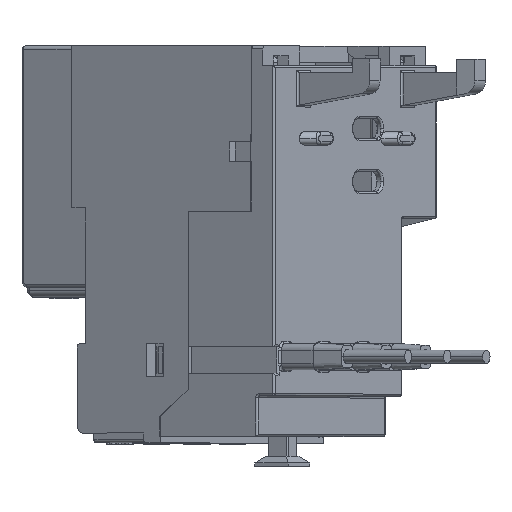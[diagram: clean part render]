
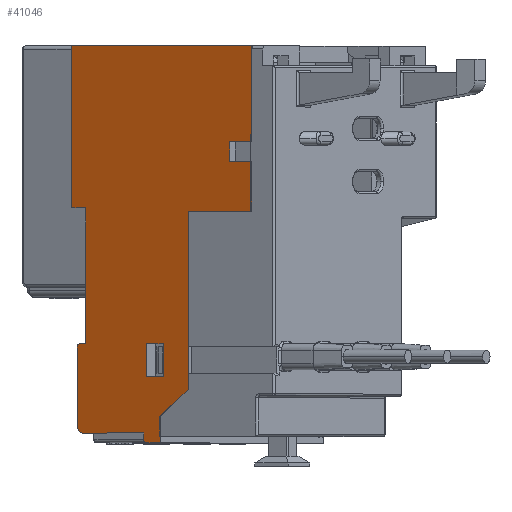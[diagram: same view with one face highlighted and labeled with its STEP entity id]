
A CAD part, top view. The second image highlights one B-rep face of the part: STEP entity #41046.
In plain terms, the highlighted face is planar.
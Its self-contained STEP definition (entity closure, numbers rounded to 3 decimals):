
#30669=DIRECTION('',(0.,-1.,0.));
#30670=VECTOR('',#30669,1.5);
#30671=CARTESIAN_POINT('',(-8.,35.,0.));
#30672=LINE('',#30671,#30670);
#30933=DIRECTION('',(0.,-1.,0.));
#30934=VECTOR('',#30933,3.);
#30935=CARTESIAN_POINT('',(7.5,-7.5,0.));
#30936=LINE('',#30935,#30934);
#30937=DIRECTION('',(-1.,0.,0.));
#30938=VECTOR('',#30937,4.);
#30939=CARTESIAN_POINT('',(11.5,-7.5,0.));
#30940=LINE('',#30939,#30938);
#30941=DIRECTION('',(0.,-1.,0.));
#30942=VECTOR('',#30941,27.);
#30943=CARTESIAN_POINT('',(0.,27.,0.));
#30944=LINE('',#30943,#30942);
#30945=DIRECTION('',(0.781,-0.625,0.));
#30946=VECTOR('',#30945,6.403);
#30947=CARTESIAN_POINT('',(-5.,31.,0.));
#30948=LINE('',#30947,#30946);
#30949=DIRECTION('',(0.,-1.,0.));
#30950=VECTOR('',#30949,4.);
#30951=CARTESIAN_POINT('',(-5.,35.,0.));
#30952=LINE('',#30951,#30950);
#30953=DIRECTION('',(1.,0.,0.));
#30954=VECTOR('',#30953,3.);
#30955=CARTESIAN_POINT('',(-8.,35.,0.));
#30956=LINE('',#30955,#30954);
#30957=DIRECTION('',(1.,0.,0.));
#30958=VECTOR('',#30957,11.);
#30959=CARTESIAN_POINT('',(-19.,33.5,0.));
#30960=LINE('',#30959,#30958);
#30961=CARTESIAN_POINT('',(-19.,32.5,0.));
#30962=DIRECTION('',(0.,0.,-1.));
#30963=DIRECTION('',(-1.,0.,0.));
#30964=AXIS2_PLACEMENT_3D('',#30961,#30962,#30963);
#30966=DIRECTION('',(0.,1.,0.));
#30967=VECTOR('',#30966,12.);
#30968=CARTESIAN_POINT('',(-20.,20.5,0.));
#30969=LINE('',#30968,#30967);
#30970=CARTESIAN_POINT('',(-19.5,20.5,0.));
#30971=DIRECTION('',(0.,0.,-1.));
#30972=DIRECTION('',(0.,-1.,0.));
#30973=AXIS2_PLACEMENT_3D('',#30970,#30971,#30972);
#30975=DIRECTION('',(-1.,0.,0.));
#30976=VECTOR('',#30975,1.);
#30977=CARTESIAN_POINT('',(-18.5,20.,0.));
#30978=LINE('',#30977,#30976);
#30979=DIRECTION('',(0.,1.,0.));
#30980=VECTOR('',#30979,20.513);
#30981=CARTESIAN_POINT('',(-18.5,-0.513,0.));
#30982=LINE('',#30981,#30980);
#30983=DIRECTION('',(1.,0.,0.));
#30984=VECTOR('',#30983,2.5);
#30985=CARTESIAN_POINT('',(-21.,-0.513,0.));
#30986=LINE('',#30985,#30984);
#30987=DIRECTION('',(0.,1.,0.));
#30988=VECTOR('',#30987,24.487);
#30989=CARTESIAN_POINT('',(-21.,-25.,0.));
#30990=LINE('',#30989,#30988);
#30991=DIRECTION('',(-1.,0.,0.));
#30992=VECTOR('',#30991,32.5);
#30993=CARTESIAN_POINT('',(11.5,-25.,0.));
#30994=LINE('',#30993,#30992);
#30995=DIRECTION('',(0.,-1.,0.));
#30996=VECTOR('',#30995,14.5);
#30997=CARTESIAN_POINT('',(11.5,-10.5,0.));
#30998=LINE('',#30997,#30996);
#30999=DIRECTION('',(1.,0.,0.));
#31000=VECTOR('',#30999,4.);
#31001=CARTESIAN_POINT('',(7.5,-10.5,0.));
#31002=LINE('',#31001,#31000);
#31003=DIRECTION('',(0.,-1.,0.));
#31004=VECTOR('',#31003,5.);
#31005=CARTESIAN_POINT('',(-7.5,25.,0.));
#31006=LINE('',#31005,#31004);
#31007=DIRECTION('',(-1.,0.,0.));
#31008=VECTOR('',#31007,3.);
#31009=CARTESIAN_POINT('',(-4.5,25.,0.));
#31010=LINE('',#31009,#31008);
#31011=DIRECTION('',(0.,1.,0.));
#31012=VECTOR('',#31011,5.);
#31013=CARTESIAN_POINT('',(-4.5,20.,0.));
#31014=LINE('',#31013,#31012);
#31015=DIRECTION('',(1.,0.,0.));
#31016=VECTOR('',#31015,3.);
#31017=CARTESIAN_POINT('',(-7.5,20.,0.));
#31018=LINE('',#31017,#31016);
#32711=DIRECTION('',(-1.,0.,0.));
#32712=VECTOR('',#32711,11.5);
#32713=CARTESIAN_POINT('',(11.5,0.,0.));
#32714=LINE('',#32713,#32712);
#32719=DIRECTION('',(0.,1.,0.));
#32720=VECTOR('',#32719,7.5);
#32721=CARTESIAN_POINT('',(11.5,-7.5,0.));
#32722=LINE('',#32721,#32720);
#36111=CARTESIAN_POINT('',(-19.,33.5,0.));
#36112=CARTESIAN_POINT('',(-8.,33.5,0.));
#36113=VERTEX_POINT('',#36111);
#36114=VERTEX_POINT('',#36112);
#36177=CARTESIAN_POINT('',(-5.,31.,0.));
#36179=VERTEX_POINT('',#36177);
#36189=CARTESIAN_POINT('',(0.,0.,0.));
#36191=VERTEX_POINT('',#36189);
#36291=CARTESIAN_POINT('',(-5.,35.,0.));
#36292=VERTEX_POINT('',#36291);
#36427=CARTESIAN_POINT('',(-8.,35.,0.));
#36428=VERTEX_POINT('',#36427);
#36467=CARTESIAN_POINT('',(0.,27.,0.));
#36468=VERTEX_POINT('',#36467);
#36855=CARTESIAN_POINT('',(-7.5,20.,0.));
#36856=CARTESIAN_POINT('',(-4.5,20.,0.));
#36857=VERTEX_POINT('',#36855);
#36858=VERTEX_POINT('',#36856);
#36957=CARTESIAN_POINT('',(-18.5,20.,0.));
#36958=CARTESIAN_POINT('',(-19.5,20.,0.));
#36959=VERTEX_POINT('',#36957);
#36960=VERTEX_POINT('',#36958);
#37316=CARTESIAN_POINT('',(11.5,-7.5,0.));
#37318=VERTEX_POINT('',#37316);
#37361=CARTESIAN_POINT('',(11.5,0.,0.));
#37362=VERTEX_POINT('',#37361);
#37457=CARTESIAN_POINT('',(-21.,-25.,0.));
#37459=VERTEX_POINT('',#37457);
#37591=CARTESIAN_POINT('',(-21.,-0.513,0.));
#37592=CARTESIAN_POINT('',(-18.5,-0.513,0.));
#37593=VERTEX_POINT('',#37591);
#37594=VERTEX_POINT('',#37592);
#37631=CARTESIAN_POINT('',(-4.5,25.,0.));
#37632=VERTEX_POINT('',#37631);
#37635=CARTESIAN_POINT('',(11.5,-10.5,0.));
#37636=VERTEX_POINT('',#37635);
#37673=CARTESIAN_POINT('',(-20.,32.5,0.));
#37674=VERTEX_POINT('',#37673);
#37702=CARTESIAN_POINT('',(7.5,-10.5,0.));
#37703=VERTEX_POINT('',#37702);
#37716=CARTESIAN_POINT('',(7.5,-7.5,0.));
#37717=VERTEX_POINT('',#37716);
#37718=CARTESIAN_POINT('',(-20.,20.5,0.));
#37719=VERTEX_POINT('',#37718);
#37744=CARTESIAN_POINT('',(-7.5,25.,0.));
#37745=VERTEX_POINT('',#37744);
#37792=CARTESIAN_POINT('',(11.5,-25.,0.));
#37793=VERTEX_POINT('',#37792);
#40994=CARTESIAN_POINT('',(-21.,-25.,0.));
#40995=DIRECTION('',(0.,0.,1.));
#40996=DIRECTION('',(1.,0.,0.));
#40997=AXIS2_PLACEMENT_3D('',#40994,#40995,#40996);
#40998=PLANE('',#40997);
#41000=ORIENTED_EDGE('',*,*,#40999,.F.);
#41002=ORIENTED_EDGE('',*,*,#41001,.F.);
#41004=ORIENTED_EDGE('',*,*,#41003,.T.);
#41006=ORIENTED_EDGE('',*,*,#41005,.T.);
#41008=ORIENTED_EDGE('',*,*,#41007,.F.);
#41010=ORIENTED_EDGE('',*,*,#41009,.F.);
#41011=ORIENTED_EDGE('',*,*,#40966,.F.);
#41012=ORIENTED_EDGE('',*,*,#40988,.F.);
#41013=ORIENTED_EDGE('',*,*,#40681,.T.);
#41015=ORIENTED_EDGE('',*,*,#41014,.F.);
#41017=ORIENTED_EDGE('',*,*,#41016,.F.);
#41018=ORIENTED_EDGE('',*,*,#40564,.F.);
#41020=ORIENTED_EDGE('',*,*,#41019,.F.);
#41022=ORIENTED_EDGE('',*,*,#41021,.F.);
#41024=ORIENTED_EDGE('',*,*,#41023,.F.);
#41026=ORIENTED_EDGE('',*,*,#41025,.F.);
#41028=ORIENTED_EDGE('',*,*,#41027,.F.);
#41029=ORIENTED_EDGE('',*,*,#39428,.F.);
#41031=ORIENTED_EDGE('',*,*,#41030,.F.);
#41033=ORIENTED_EDGE('',*,*,#41032,.F.);
#41034=EDGE_LOOP('',(#41000,#41002,#41004,#41006,#41008,#41010,#41011,#41012,
#41013,#41015,#41017,#41018,#41020,#41022,#41024,#41026,#41028,#41029,#41031,
#41033));
#41035=FACE_OUTER_BOUND('',#41034,.F.);
#41037=ORIENTED_EDGE('',*,*,#41036,.F.);
#41039=ORIENTED_EDGE('',*,*,#41038,.F.);
#41041=ORIENTED_EDGE('',*,*,#41040,.F.);
#41043=ORIENTED_EDGE('',*,*,#41042,.F.);
#41044=EDGE_LOOP('',(#41037,#41039,#41041,#41043));
#41045=FACE_BOUND('',#41044,.F.);
#30965=CIRCLE('',#30964,1.);
#30974=CIRCLE('',#30973,0.5);
#39428=EDGE_CURVE('',#37793,#37459,#30994,.T.);
#40564=EDGE_CURVE('',#37719,#37674,#30969,.T.);
#40681=EDGE_CURVE('',#36428,#36114,#30672,.T.);
#40966=EDGE_CURVE('',#36292,#36179,#30952,.T.);
#40988=EDGE_CURVE('',#36428,#36292,#30956,.T.);
#40999=EDGE_CURVE('',#37717,#37703,#30936,.T.);
#41001=EDGE_CURVE('',#37318,#37717,#30940,.T.);
#41003=EDGE_CURVE('',#37318,#37362,#32722,.T.);
#41005=EDGE_CURVE('',#37362,#36191,#32714,.T.);
#41007=EDGE_CURVE('',#36468,#36191,#30944,.T.);
#41009=EDGE_CURVE('',#36179,#36468,#30948,.T.);
#41014=EDGE_CURVE('',#36113,#36114,#30960,.T.);
#41016=EDGE_CURVE('',#37674,#36113,#30965,.T.);
#41019=EDGE_CURVE('',#36960,#37719,#30974,.T.);
#41021=EDGE_CURVE('',#36959,#36960,#30978,.T.);
#41023=EDGE_CURVE('',#37594,#36959,#30982,.T.);
#41025=EDGE_CURVE('',#37593,#37594,#30986,.T.);
#41027=EDGE_CURVE('',#37459,#37593,#30990,.T.);
#41030=EDGE_CURVE('',#37636,#37793,#30998,.T.);
#41032=EDGE_CURVE('',#37703,#37636,#31002,.T.);
#41036=EDGE_CURVE('',#37745,#36857,#31006,.T.);
#41038=EDGE_CURVE('',#37632,#37745,#31010,.T.);
#41040=EDGE_CURVE('',#36858,#37632,#31014,.T.);
#41042=EDGE_CURVE('',#36857,#36858,#31018,.T.);
#41046=ADVANCED_FACE('',(#41035,#41045),#40998,.F.);
